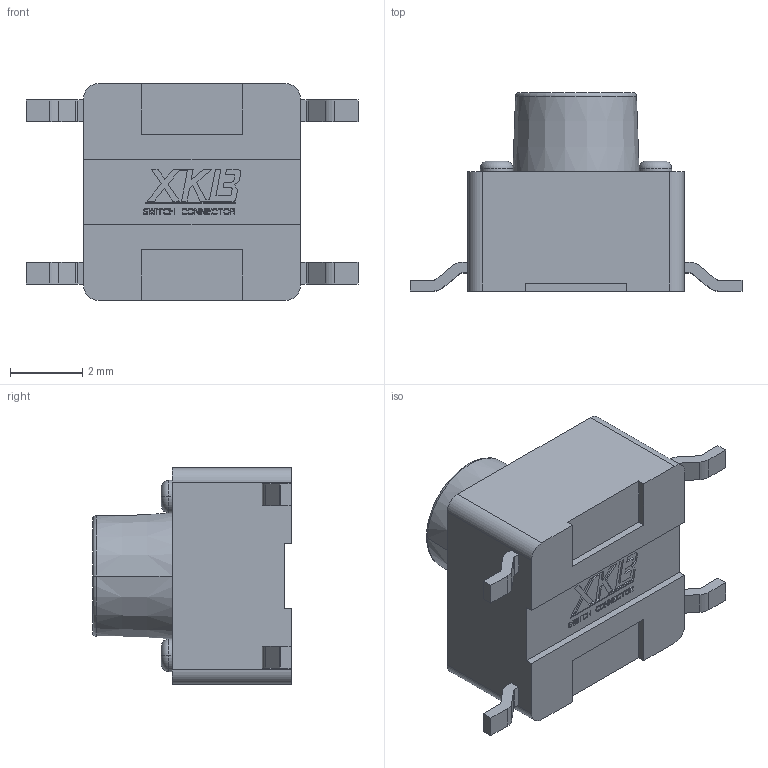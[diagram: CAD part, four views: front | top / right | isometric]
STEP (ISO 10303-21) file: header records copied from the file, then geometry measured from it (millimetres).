
FILE_DESCRIPTION((''),'2;1');
FILE_NAME('TS-1102SD-X-D-X','2022-01-13T14:41:35',('Administrator'),(''),'CREO PARAMETRIC BY PTC INC, 2018050','CREO PARAMETRIC BY PTC INC, 2018050','');
FILE_SCHEMA(('CONFIG_CONTROL_DESIGN'));
Length unit declared in the file: millimetre
Products named in the file (1): TS-1102SD-X-D-X
Bounding box: 9.2 x 5.5 x 6 mm (x, y, z)
Volume: 136.7 mm3; surface area: 190.6 mm2
Topology: 1 solids, 1 shells, 533 faces, 1496 edges, 994 vertices
Faces by surface type: plane 489, cylinder 32, torus 10, cone 2
Entity records: 16916 total; most frequent: CARTESIAN_POINT 3023, ORIENTED_EDGE 2992, DIRECTION 2650, EDGE_CURVE 1496, VECTOR 1408, LINE 1408, VERTEX_POINT 994, AXIS2_PLACEMENT_3D 621
